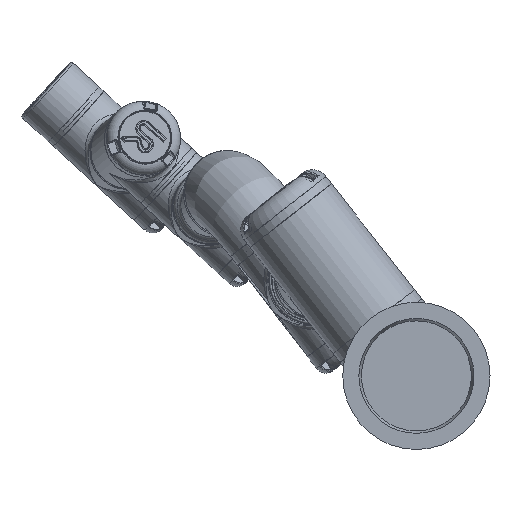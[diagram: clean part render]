
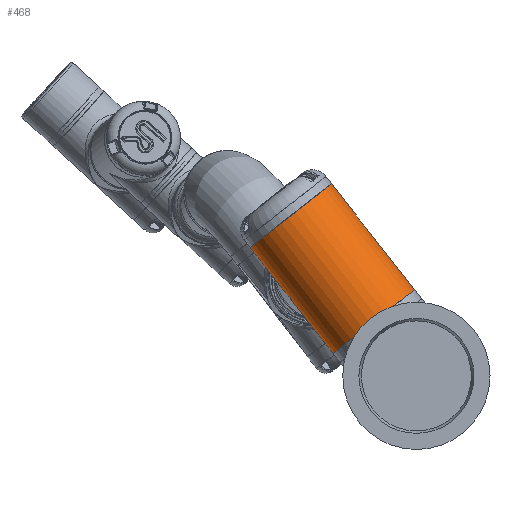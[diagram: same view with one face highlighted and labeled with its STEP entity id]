
A CAD part, front view. The second image highlights one B-rep face of the part: STEP entity #468.
In plain terms, the highlighted cylindrical face has radius 45 mm (diameter 90 mm), a full revolution.
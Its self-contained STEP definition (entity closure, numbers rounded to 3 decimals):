
#468=ADVANCED_FACE('',(#469),#519,.T.);
#469=FACE_BOUND('',#470,.T.);
#470=EDGE_LOOP('',(#471,#480,#487,#494,#501,#502,#511,#518));
#471=ORIENTED_EDGE('',*,*,#472,.T.);
#472=EDGE_CURVE('',#473,#473,#475,.T.);
#473=VERTEX_POINT('',#474);
#474=CARTESIAN_POINT('',(0.,5.0,45.));
#475=CIRCLE('',#476,45.);
#476=AXIS2_PLACEMENT_3D('',#477,#478,#479);
#477=CARTESIAN_POINT('',(0.0,5.0,0.0));
#478=DIRECTION('',(0.0,1.0,0.0));
#479=DIRECTION('',(0.0,0.0,1.0));
#480=ORIENTED_EDGE('',*,*,#481,.T.);
#481=EDGE_CURVE('',#473,#482,#484,.F.);
#482=VERTEX_POINT('',#483);
#483=CARTESIAN_POINT('',(0.0,66.0,45.));
#484=B_SPLINE_CURVE_WITH_KNOTS('',1,(#485,#486),.UNSPECIFIED.,.F.,.U.,(2,2),(56.,117.),.PIECEWISE_BEZIER_KNOTS.);
#485=CARTESIAN_POINT('',(0.,66.0,45.));
#486=CARTESIAN_POINT('',(0.,5.0,45.));
#487=ORIENTED_EDGE('',*,*,#488,.T.);
#488=EDGE_CURVE('',#482,#489,#491,.F.);
#489=VERTEX_POINT('',#490);
#490=CARTESIAN_POINT('',(0.,122.,45.));
#491=B_SPLINE_CURVE_WITH_KNOTS('',1,(#492,#493),.UNSPECIFIED.,.F.,.U.,(2,2),(0.0,56.),.PIECEWISE_BEZIER_KNOTS.);
#492=CARTESIAN_POINT('',(0.,122.,45.));
#493=CARTESIAN_POINT('',(0.,66.0,45.));
#494=ORIENTED_EDGE('',*,*,#495,.T.);
#495=EDGE_CURVE('',#489,#489,#496,.F.);
#496=CIRCLE('',#497,45.);
#497=AXIS2_PLACEMENT_3D('',#498,#499,#500);
#498=CARTESIAN_POINT('',(0.0,122.,0.0));
#499=DIRECTION('',(0.0,1.0,0.0));
#500=DIRECTION('',(0.0,0.0,1.0));
#501=ORIENTED_EDGE('',*,*,#488,.F.);
#502=ORIENTED_EDGE('',*,*,#503,.T.);
#503=EDGE_CURVE('',#482,#504,#506,.T.);
#504=VERTEX_POINT('',#505);
#505=CARTESIAN_POINT('',(0.0,66.0,-45.));
#506=ELLIPSE('',#507,66.897,45.);
#507=AXIS2_PLACEMENT_3D('',#508,#509,#510);
#508=CARTESIAN_POINT('',(0.0,66.0,0.));
#509=DIRECTION('',(-0.74,0.673,0.0));
#510=DIRECTION('',(-0.673,-0.74,0.0));
#511=ORIENTED_EDGE('',*,*,#512,.T.);
#512=EDGE_CURVE('',#504,#482,#513,.T.);
#513=ELLIPSE('',#514,66.897,45.);
#514=AXIS2_PLACEMENT_3D('',#515,#516,#517);
#515=CARTESIAN_POINT('',(0.0,66.0,0.));
#516=DIRECTION('',(-0.74,-0.673,0.0));
#517=DIRECTION('',(-0.673,0.74,0.0));
#518=ORIENTED_EDGE('',*,*,#481,.F.);
#519=CYLINDRICAL_SURFACE('',#520,45.);
#520=AXIS2_PLACEMENT_3D('',#521,#522,#523);
#521=CARTESIAN_POINT('',(0.0,122.,0.0));
#522=DIRECTION('',(0.0,-1.0,0.0));
#523=DIRECTION('',(0.0,0.0,-1.0));
